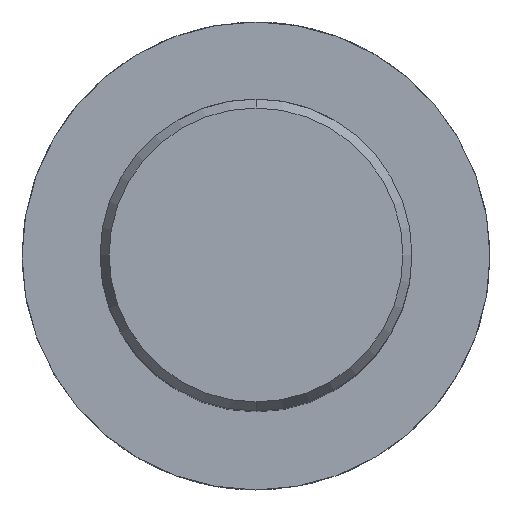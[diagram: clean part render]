
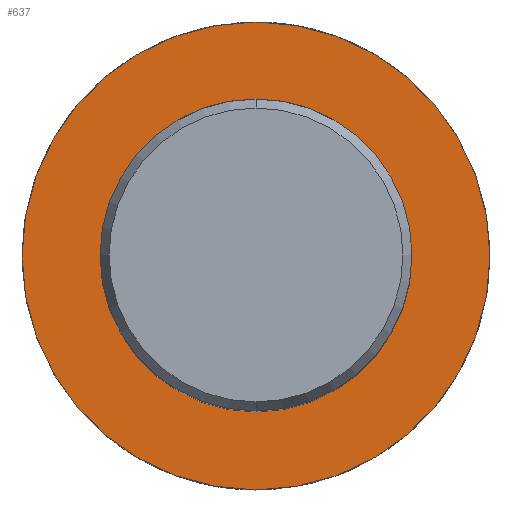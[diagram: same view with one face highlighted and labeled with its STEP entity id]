
A CAD part, top view. The second image highlights one B-rep face of the part: STEP entity #637.
In plain terms, the highlighted planar face has unit normal (0, 0, 1).
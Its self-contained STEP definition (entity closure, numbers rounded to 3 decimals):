
#487=EDGE_CURVE('',#1223,#567,#1313,.T.);
#525=VERTEX_POINT('',#1353);
#567=VERTEX_POINT('',#1398);
#637=ADVANCED_FACE('',(#1473,#1474),#1475,.T.);
#869=EDGE_CURVE('',#567,#1223,#1730,.T.);
#941=EDGE_CURVE('',#525,#1059,#1809,.T.);
#1059=VERTEX_POINT('',#1939);
#1065=EDGE_CURVE('',#1059,#525,#1945,.T.);
#1223=VERTEX_POINT('',#2115);
#1313=CIRCLE('',#2557,30.0);
#1353=CARTESIAN_POINT('',(0.0,20.0,-70.0));
#1398=CARTESIAN_POINT('',(0.0,30.0,-70.0));
#1473=FACE_BOUND('',#3242,.T.);
#1474=FACE_OUTER_BOUND('',#3243,.T.);
#1475=PLANE('',#3244);
#1730=CIRCLE('',#4653,30.0);
#1809=CIRCLE('',#4778,20.0);
#1939=CARTESIAN_POINT('',(0.,-20.0,-70.0));
#1945=CIRCLE('',#5196,20.0);
#2115=CARTESIAN_POINT('',(0.,-30.0,-70.0));
#2557=AXIS2_PLACEMENT_3D('',#5669,#5670,#5671);
#3242=EDGE_LOOP('',(#5797,#5798));
#3243=EDGE_LOOP('',(#5799,#5800));
#3244=AXIS2_PLACEMENT_3D('',#5801,#5802,#5803);
#4653=AXIS2_PLACEMENT_3D('',#6097,#6098,#6099);
#4778=AXIS2_PLACEMENT_3D('',#6211,#6212,#6213);
#5196=AXIS2_PLACEMENT_3D('',#6367,#6368,#6369);
#5669=CARTESIAN_POINT('',(0.0,0.0,-70.0));
#5670=DIRECTION('',(0.0,0.0,-1.0));
#5671=DIRECTION('',(0.0,1.0,0.0));
#5797=ORIENTED_EDGE('',*,*,#941,.T.);
#5798=ORIENTED_EDGE('',*,*,#1065,.T.);
#5799=ORIENTED_EDGE('',*,*,#869,.F.);
#5800=ORIENTED_EDGE('',*,*,#487,.F.);
#5801=CARTESIAN_POINT('',(0.0,15.0,-70.0));
#5802=DIRECTION('',(-0.0,0.0,1.0));
#5803=DIRECTION('',(0.0,-1.0,0.0));
#6097=CARTESIAN_POINT('',(0.0,0.0,-70.0));
#6098=DIRECTION('',(0.0,0.0,-1.0));
#6099=DIRECTION('',(0.0,1.0,0.0));
#6211=CARTESIAN_POINT('',(0.0,0.0,-70.0));
#6212=DIRECTION('',(-0.0,0.0,-1.0));
#6213=DIRECTION('',(0.0,1.0,0.0));
#6367=CARTESIAN_POINT('',(0.0,0.0,-70.0));
#6368=DIRECTION('',(-0.0,0.0,-1.0));
#6369=DIRECTION('',(0.0,1.0,0.0));
